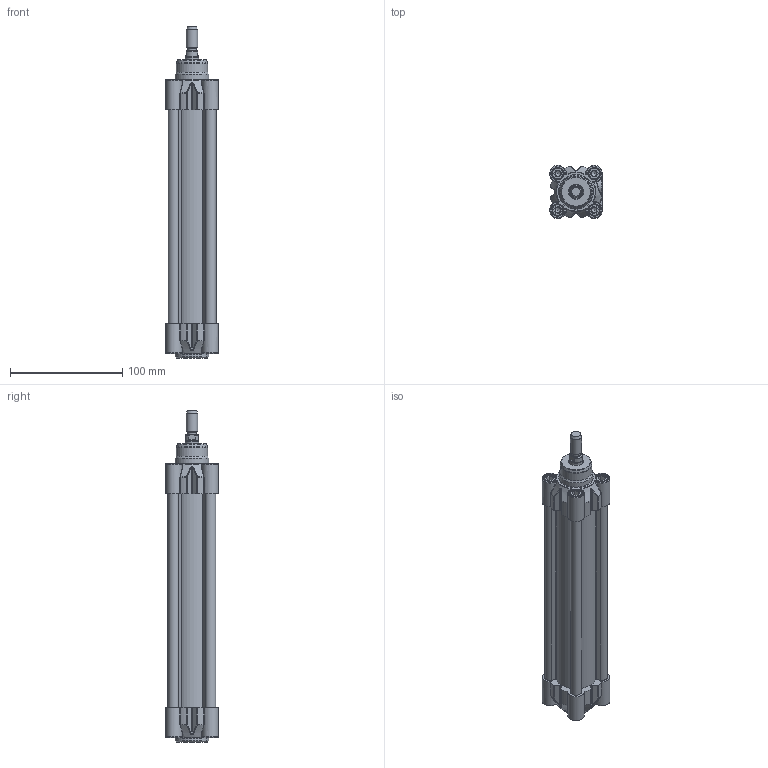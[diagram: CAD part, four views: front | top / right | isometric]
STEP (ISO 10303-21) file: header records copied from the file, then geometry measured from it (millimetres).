
FILE_DESCRIPTION((''),'2;1');
FILE_NAME('HDM032.150.GS.M.stp','2012-09-19T15:07:04',('Administrator'),(''),'Autodesk Inventor 2012','Autodesk Inventor 2012','');
FILE_SCHEMA(('CONFIG_CONTROL_DESIGN'));
Length unit declared in the file: millimetre
Products named in the file (1): HDM032.150.GS.M
Bounding box: 47 x 47 x 296 mm (x, y, z)
Volume: 183616.8 mm3; surface area: 124232.3 mm2
Topology: 2 solids, 8 shells, 806 faces, 1955 edges, 1235 vertices
Faces by surface type: plane 288, bspline 194, cylinder 168, torus 73, cone 69, sphere 14
Full cylindrical faces by diameter (mm): 4 x2, 4.5 x2, 4.917 x8, 5.272 x1, 6 x8, 6.2 x4, 6.3 x2, 7.8 x4, 7.9 x3, 8 x4, 8.566 x2, 10 x9, 10.3 x8, 11.6 x1, 12 x1, 12.5 x1, 28 x1, 30 x4, 32 x1
Entity records: 26002 total; most frequent: CARTESIAN_POINT 8171, ORIENTED_EDGE 3500, DIRECTION 3110, EDGE_CURVE 1750, VERTEX_POINT 1194, AXIS2_PLACEMENT_3D 1165, EDGE_LOOP 1048, STYLED_ITEM 808
